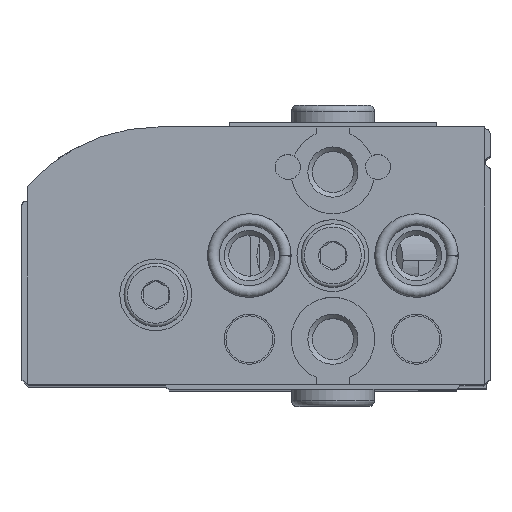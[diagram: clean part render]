
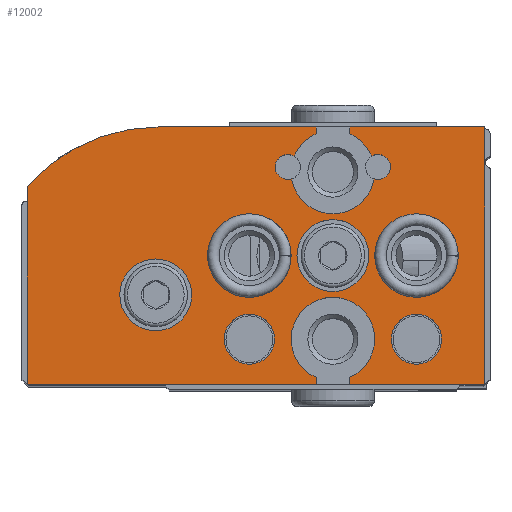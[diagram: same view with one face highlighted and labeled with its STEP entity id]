
A CAD part, top view. The second image highlights one B-rep face of the part: STEP entity #12002.
In plain terms, the highlighted face is planar.
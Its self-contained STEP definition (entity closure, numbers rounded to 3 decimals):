
#417=PLANE('',#13450);
#1246=LINE('',#20522,#2202);
#1247=LINE('',#20525,#2203);
#1248=LINE('',#20527,#2204);
#1249=LINE('',#20529,#2205);
#1250=LINE('',#20531,#2206);
#1251=LINE('',#20543,#2207);
#1252=LINE('',#20545,#2208);
#1253=LINE('',#20549,#2209);
#1254=LINE('',#20551,#2210);
#1255=LINE('',#20553,#2211);
#2202=VECTOR('',#16393,1000.);
#2203=VECTOR('',#16394,1000.);
#2204=VECTOR('',#16395,1000.);
#2205=VECTOR('',#16396,1000.);
#2206=VECTOR('',#16397,1000.);
#2207=VECTOR('',#16408,1000.);
#2208=VECTOR('',#16409,1000.);
#2209=VECTOR('',#16412,1000.);
#2210=VECTOR('',#16413,1000.);
#2211=VECTOR('',#16414,1000.);
#3126=CIRCLE('',#13451,2.15);
#3127=CIRCLE('',#13452,1.5);
#3128=CIRCLE('',#13453,1.5);
#3129=CIRCLE('',#13454,2.5);
#3130=CIRCLE('',#13455,2.15);
#3131=CIRCLE('',#13456,2.5);
#3132=CIRCLE('',#13457,2.5);
#3133=CIRCLE('',#13458,0.75);
#3134=CIRCLE('',#13459,2.5);
#3135=CIRCLE('',#13460,0.75);
#3136=CIRCLE('',#13461,2.5);
#3137=CIRCLE('',#13462,10.5);
#3138=CIRCLE('',#13463,2.5);
#5807=ORIENTED_EDGE('',*,*,#7926,.T.);
#5808=ORIENTED_EDGE('',*,*,#7927,.T.);
#5809=ORIENTED_EDGE('',*,*,#7928,.T.);
#5810=ORIENTED_EDGE('',*,*,#7929,.T.);
#5811=ORIENTED_EDGE('',*,*,#7930,.T.);
#5812=ORIENTED_EDGE('',*,*,#7931,.T.);
#5813=ORIENTED_EDGE('',*,*,#7932,.T.);
#5814=ORIENTED_EDGE('',*,*,#7933,.F.);
#5815=ORIENTED_EDGE('',*,*,#7934,.F.);
#5816=ORIENTED_EDGE('',*,*,#7935,.F.);
#5817=ORIENTED_EDGE('',*,*,#7936,.T.);
#5818=ORIENTED_EDGE('',*,*,#7937,.T.);
#5819=ORIENTED_EDGE('',*,*,#7938,.T.);
#5820=ORIENTED_EDGE('',*,*,#7939,.T.);
#5821=ORIENTED_EDGE('',*,*,#7940,.T.);
#5822=ORIENTED_EDGE('',*,*,#7941,.T.);
#5823=ORIENTED_EDGE('',*,*,#7942,.T.);
#5824=ORIENTED_EDGE('',*,*,#7943,.F.);
#5825=ORIENTED_EDGE('',*,*,#7944,.F.);
#5826=ORIENTED_EDGE('',*,*,#7945,.F.);
#5827=ORIENTED_EDGE('',*,*,#7946,.F.);
#5828=ORIENTED_EDGE('',*,*,#7947,.T.);
#5829=ORIENTED_EDGE('',*,*,#7948,.T.);
#7926=EDGE_CURVE('',#9218,#9218,#3126,.T.);
#7927=EDGE_CURVE('',#9219,#9219,#3127,.T.);
#7928=EDGE_CURVE('',#9220,#9220,#3128,.T.);
#7929=EDGE_CURVE('',#9221,#9221,#3129,.T.);
#7930=EDGE_CURVE('',#9222,#9222,#3130,.T.);
#7931=EDGE_CURVE('',#9223,#9223,#3131,.T.);
#7932=EDGE_CURVE('',#9224,#9225,#1246,.T.);
#7933=EDGE_CURVE('',#9226,#9225,#1247,.T.);
#7934=EDGE_CURVE('',#9227,#9226,#1248,.T.);
#7935=EDGE_CURVE('',#9228,#9227,#1249,.T.);
#7936=EDGE_CURVE('',#9228,#9229,#1250,.T.);
#7937=EDGE_CURVE('',#9229,#9230,#3132,.T.);
#7938=EDGE_CURVE('',#9230,#9231,#3133,.T.);
#7939=EDGE_CURVE('',#9231,#9232,#3134,.T.);
#7940=EDGE_CURVE('',#9232,#9233,#3135,.T.);
#7941=EDGE_CURVE('',#9233,#9234,#3136,.T.);
#7942=EDGE_CURVE('',#9234,#9235,#1251,.T.);
#7943=EDGE_CURVE('',#9236,#9235,#1252,.T.);
#7944=EDGE_CURVE('',#9237,#9236,#3137,.T.);
#7945=EDGE_CURVE('',#9238,#9237,#1253,.T.);
#7946=EDGE_CURVE('',#9239,#9238,#1254,.T.);
#7947=EDGE_CURVE('',#9239,#9240,#1255,.T.);
#7948=EDGE_CURVE('',#9240,#9224,#3138,.T.);
#9218=VERTEX_POINT('',#20511);
#9219=VERTEX_POINT('',#20513);
#9220=VERTEX_POINT('',#20515);
#9221=VERTEX_POINT('',#20517);
#9222=VERTEX_POINT('',#20519);
#9223=VERTEX_POINT('',#20521);
#9224=VERTEX_POINT('',#20523);
#9225=VERTEX_POINT('',#20524);
#9226=VERTEX_POINT('',#20526);
#9227=VERTEX_POINT('',#20528);
#9228=VERTEX_POINT('',#20530);
#9229=VERTEX_POINT('',#20532);
#9230=VERTEX_POINT('',#20534);
#9231=VERTEX_POINT('',#20536);
#9232=VERTEX_POINT('',#20538);
#9233=VERTEX_POINT('',#20540);
#9234=VERTEX_POINT('',#20542);
#9235=VERTEX_POINT('',#20544);
#9236=VERTEX_POINT('',#20546);
#9237=VERTEX_POINT('',#20548);
#9238=VERTEX_POINT('',#20550);
#9239=VERTEX_POINT('',#20552);
#9240=VERTEX_POINT('',#20554);
#10284=EDGE_LOOP('',(#5807));
#10285=EDGE_LOOP('',(#5808));
#10286=EDGE_LOOP('',(#5809));
#10287=EDGE_LOOP('',(#5810));
#10288=EDGE_LOOP('',(#5811));
#10289=EDGE_LOOP('',(#5812));
#10290=EDGE_LOOP('',(#5813,#5814,#5815,#5816,#5817,#5818,#5819,#5820,#5821,
#5822,#5823,#5824,#5825,#5826,#5827,#5828,#5829));
#11205=FACE_BOUND('',#10284,.T.);
#11206=FACE_BOUND('',#10285,.T.);
#11207=FACE_BOUND('',#10286,.T.);
#11208=FACE_BOUND('',#10287,.T.);
#11209=FACE_BOUND('',#10288,.T.);
#11210=FACE_BOUND('',#10289,.T.);
#11211=FACE_BOUND('',#10290,.T.);
#12002=ADVANCED_FACE('',(#11205,#11206,#11207,#11208,#11209,#11210,#11211),
#417,.F.);
#13450=AXIS2_PLACEMENT_3D('',#20509,#16379,#16380);
#13451=AXIS2_PLACEMENT_3D('',#20510,#16381,#16382);
#13452=AXIS2_PLACEMENT_3D('',#20512,#16383,#16384);
#13453=AXIS2_PLACEMENT_3D('',#20514,#16385,#16386);
#13454=AXIS2_PLACEMENT_3D('',#20516,#16387,#16388);
#13455=AXIS2_PLACEMENT_3D('',#20518,#16389,#16390);
#13456=AXIS2_PLACEMENT_3D('',#20520,#16391,#16392);
#13457=AXIS2_PLACEMENT_3D('',#20533,#16398,#16399);
#13458=AXIS2_PLACEMENT_3D('',#20535,#16400,#16401);
#13459=AXIS2_PLACEMENT_3D('',#20537,#16402,#16403);
#13460=AXIS2_PLACEMENT_3D('',#20539,#16404,#16405);
#13461=AXIS2_PLACEMENT_3D('',#20541,#16406,#16407);
#13462=AXIS2_PLACEMENT_3D('',#20547,#16410,#16411);
#13463=AXIS2_PLACEMENT_3D('',#20555,#16415,#16416);
#16379=DIRECTION('',(0.,0.,1.));
#16380=DIRECTION('',(1.,0.,0.));
#16381=DIRECTION('',(0.,0.,1.));
#16382=DIRECTION('',(1.,0.,0.));
#16383=DIRECTION('',(0.,0.,1.));
#16384=DIRECTION('',(1.,0.,0.));
#16385=DIRECTION('',(0.,0.,1.));
#16386=DIRECTION('',(1.,0.,0.));
#16387=DIRECTION('',(0.,0.,1.));
#16388=DIRECTION('',(1.,0.,0.));
#16389=DIRECTION('',(0.,0.,1.));
#16390=DIRECTION('',(1.,0.,0.));
#16391=DIRECTION('',(0.,0.,1.));
#16392=DIRECTION('',(1.,0.,0.));
#16393=DIRECTION('',(0.,-1.,0.));
#16394=DIRECTION('',(1.,0.,0.));
#16395=DIRECTION('',(0.,-1.,0.));
#16396=DIRECTION('',(-1.,0.,0.));
#16397=DIRECTION('',(0.,-1.,0.));
#16398=DIRECTION('',(0.,0.,1.));
#16399=DIRECTION('',(1.,0.,0.));
#16400=DIRECTION('',(0.,0.,1.));
#16401=DIRECTION('',(1.,0.,0.));
#16402=DIRECTION('',(0.,0.,1.));
#16403=DIRECTION('',(1.,0.,0.));
#16404=DIRECTION('',(0.,0.,1.));
#16405=DIRECTION('',(1.,0.,0.));
#16406=DIRECTION('',(0.,0.,1.));
#16407=DIRECTION('',(1.,0.,0.));
#16408=DIRECTION('',(0.,1.,0.));
#16409=DIRECTION('',(-1.,0.,0.));
#16410=DIRECTION('',(0.,0.,1.));
#16411=DIRECTION('',(1.,0.,0.));
#16412=DIRECTION('',(0.,1.,0.));
#16413=DIRECTION('',(1.,0.,0.));
#16414=DIRECTION('',(0.,1.,0.));
#16415=DIRECTION('',(0.,0.,1.));
#16416=DIRECTION('',(1.,0.,0.));
#20509=CARTESIAN_POINT('',(19.5,4.9,0.));
#20510=CARTESIAN_POINT('',(19.7,5.35,0.));
#20511=CARTESIAN_POINT('',(21.85,5.35,0.));
#20512=CARTESIAN_POINT('',(14.1,2.7,0.));
#20513=CARTESIAN_POINT('',(15.6,2.7,0.));
#20514=CARTESIAN_POINT('',(4.1,2.7,0.));
#20515=CARTESIAN_POINT('',(5.6,2.7,0.));
#20516=CARTESIAN_POINT('',(14.1,7.7,0.));
#20517=CARTESIAN_POINT('',(16.6,7.7,0.));
#20518=CARTESIAN_POINT('',(9.1,7.7,0.));
#20519=CARTESIAN_POINT('',(11.25,7.7,0.));
#20520=CARTESIAN_POINT('',(4.1,7.7,0.));
#20521=CARTESIAN_POINT('',(6.6,7.7,0.));
#20522=CARTESIAN_POINT('',(8.1,3.,0.));
#20523=CARTESIAN_POINT('',(8.1,0.409,0.));
#20524=CARTESIAN_POINT('',(8.1,0.,0.));
#20525=CARTESIAN_POINT('',(0.,0.,0.));
#20526=CARTESIAN_POINT('',(0.,0.,0.));
#20527=CARTESIAN_POINT('',(0.,15.4,0.));
#20528=CARTESIAN_POINT('',(0.,15.4,0.));
#20529=CARTESIAN_POINT('',(19.5,15.4,0.));
#20530=CARTESIAN_POINT('',(8.1,15.4,0.));
#20531=CARTESIAN_POINT('',(8.1,15.4,0.));
#20532=CARTESIAN_POINT('',(8.1,14.991,0.));
#20533=CARTESIAN_POINT('',(9.1,12.7,0.));
#20534=CARTESIAN_POINT('',(6.785,13.644,0.));
#20535=CARTESIAN_POINT('',(6.4,13.,0.));
#20536=CARTESIAN_POINT('',(6.634,12.288,0.));
#20537=CARTESIAN_POINT('',(9.1,12.7,0.));
#20538=CARTESIAN_POINT('',(11.566,12.288,0.));
#20539=CARTESIAN_POINT('',(11.8,13.,0.));
#20540=CARTESIAN_POINT('',(11.415,13.644,0.));
#20541=CARTESIAN_POINT('',(9.1,12.7,0.));
#20542=CARTESIAN_POINT('',(10.1,14.991,0.));
#20543=CARTESIAN_POINT('',(10.1,12.4,0.));
#20544=CARTESIAN_POINT('',(10.1,15.4,0.));
#20545=CARTESIAN_POINT('',(19.5,15.4,0.));
#20546=CARTESIAN_POINT('',(19.5,15.4,0.));
#20547=CARTESIAN_POINT('',(19.5,4.9,0.));
#20548=CARTESIAN_POINT('',(27.4,11.817,0.));
#20549=CARTESIAN_POINT('',(27.4,0.,0.));
#20550=CARTESIAN_POINT('',(27.4,0.,0.));
#20551=CARTESIAN_POINT('',(0.,0.,0.));
#20552=CARTESIAN_POINT('',(10.1,0.,0.));
#20553=CARTESIAN_POINT('',(10.1,0.,0.));
#20554=CARTESIAN_POINT('',(10.1,0.409,0.));
#20555=CARTESIAN_POINT('',(9.1,2.7,0.));
